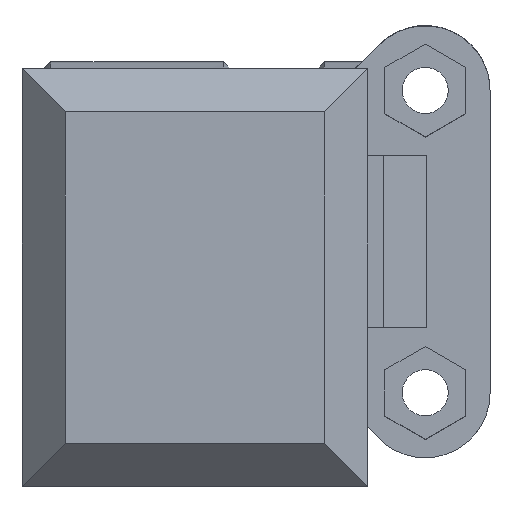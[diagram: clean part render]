
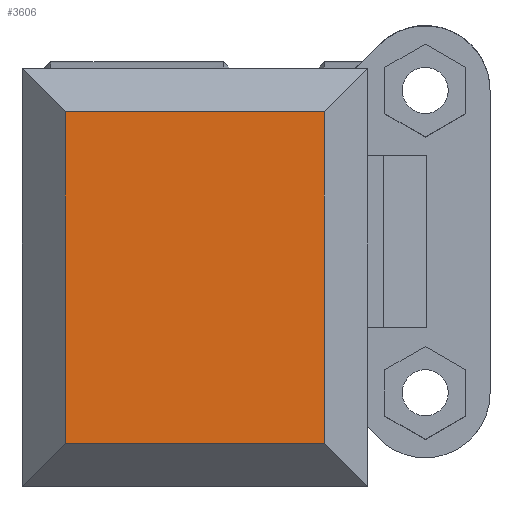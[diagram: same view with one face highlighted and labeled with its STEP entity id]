
A CAD part, front view. The second image highlights one B-rep face of the part: STEP entity #3606.
In plain terms, the highlighted face is planar.
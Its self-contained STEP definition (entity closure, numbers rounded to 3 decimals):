
#376=FACE_OUTER_BOUND('',#575,.T.);
#575=EDGE_LOOP('',(#3210,#3211,#3212,#3213));
#949=LINE('',#6009,#1348);
#953=LINE('',#6015,#1352);
#955=LINE('',#6019,#1354);
#957=LINE('',#6022,#1356);
#1348=VECTOR('',#4796,10.);
#1352=VECTOR('',#4802,10.);
#1354=VECTOR('',#4806,10.);
#1356=VECTOR('',#4810,10.);
#1704=VERTEX_POINT('',#6007);
#1705=VERTEX_POINT('',#6008);
#1706=VERTEX_POINT('',#6014);
#1707=VERTEX_POINT('',#6018);
#2207=EDGE_CURVE('',#1704,#1705,#949,.T.);
#2211=EDGE_CURVE('',#1705,#1706,#953,.T.);
#2213=EDGE_CURVE('',#1706,#1707,#955,.T.);
#2215=EDGE_CURVE('',#1707,#1704,#957,.T.);
#3210=ORIENTED_EDGE('',*,*,#2207,.F.);
#3211=ORIENTED_EDGE('',*,*,#2215,.F.);
#3212=ORIENTED_EDGE('',*,*,#2213,.F.);
#3213=ORIENTED_EDGE('',*,*,#2211,.F.);
#3418=PLANE('',#3903);
#3606=ADVANCED_FACE('',(#376),#3418,.T.);
#3903=AXIS2_PLACEMENT_3D('',#6025,#4814,#4815);
#4796=DIRECTION('',(1.,0.,0.));
#4802=DIRECTION('',(0.,1.,0.));
#4806=DIRECTION('',(-1.,0.,0.));
#4810=DIRECTION('',(0.,-1.,0.));
#4814=DIRECTION('center_axis',(0.,0.,-1.));
#4815=DIRECTION('ref_axis',(-1.,0.,0.));
#6007=CARTESIAN_POINT('',(-9.,-199.917,-25.));
#6008=CARTESIAN_POINT('',(14.,-199.917,-25.));
#6009=CARTESIAN_POINT('',(1.25,-199.917,-25.));
#6014=CARTESIAN_POINT('',(14.,-181.917,-25.));
#6015=CARTESIAN_POINT('',(14.,-197.708,-25.));
#6018=CARTESIAN_POINT('',(-9.,-181.917,-25.));
#6019=CARTESIAN_POINT('',(1.25,-181.917,-25.));
#6022=CARTESIAN_POINT('',(-9.,-185.708,-25.));
#6025=CARTESIAN_POINT('Origin',(2.5,-192.5,-25.));
